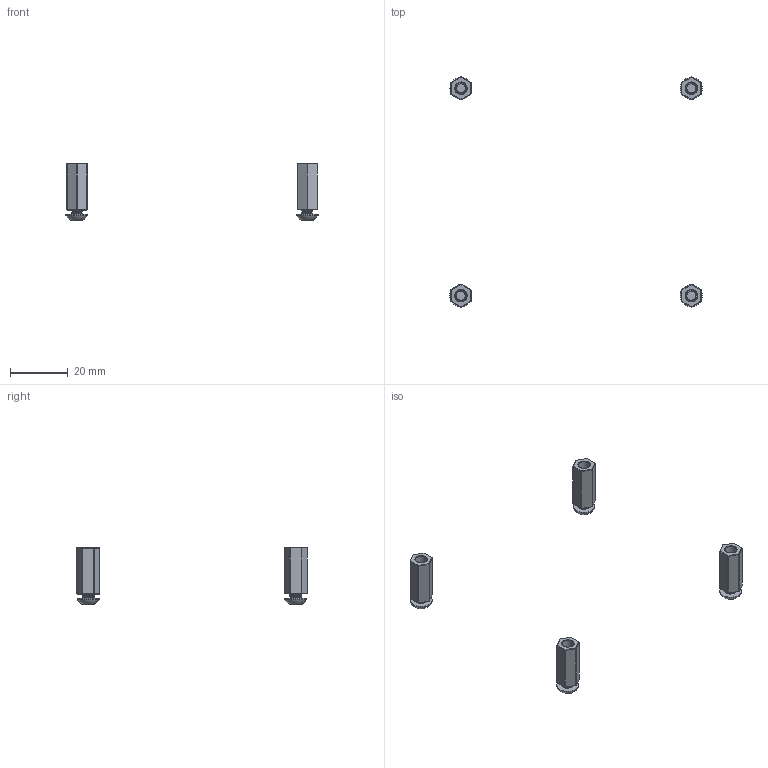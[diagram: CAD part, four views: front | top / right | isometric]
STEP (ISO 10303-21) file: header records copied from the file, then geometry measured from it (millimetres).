
FILE_DESCRIPTION( ( '' ), ' ' );
FILE_NAME( '5e2f0361139e8f14a6ff6413.step', '2020-01-27T15:36:02', ( '' ), ( '' ), ' ', ' ', ' ' );
FILE_SCHEMA( ( 'AUTOMOTIVE_DESIGN { 1 0 10303 214 1 1 1 1 }' ) );
Length unit declared in the file: metre
Products named in the file (3): Assem1; 2802-0004-0008; 09-0003 16mm Standoff
Assembly tree (8 placements, depth 2):
  Assem1
    2802-0004-0008  x4
    09-0003 16mm Standoff  x4
Bounding box: 87.6 x 79.98 x 19.8 mm (x, y, z)
Volume: 2466.5 mm3; surface area: 3643.8 mm2
Topology: 8 solids, 8 shells, 208 faces, 720 edges, 540 vertices
Faces by surface type: plane 144, cone 36, cylinder 16, bspline 8, sphere 4
Full cylindrical faces by diameter (mm): 4 x4, 7.6 x4
Entity records: 3804 total; most frequent: CARTESIAN_POINT 2057, ORIENTED_EDGE 350, EDGE_CURVE 175, DIRECTION 160, VERTEX_POINT 135, B_SPLINE_CURVE_WITH_KNOTS 94, AXIS2_PLACEMENT_3D 74, EDGE_LOOP 62
